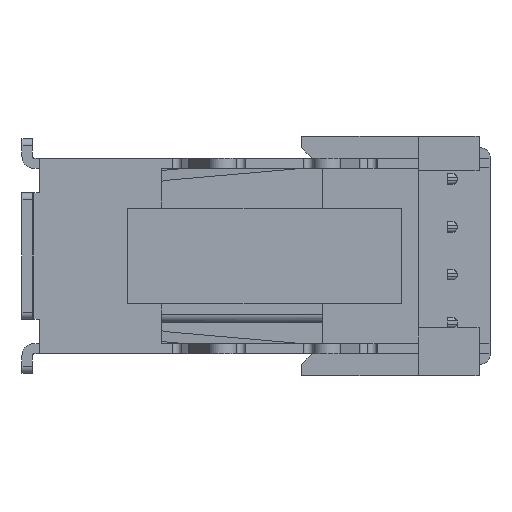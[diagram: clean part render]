
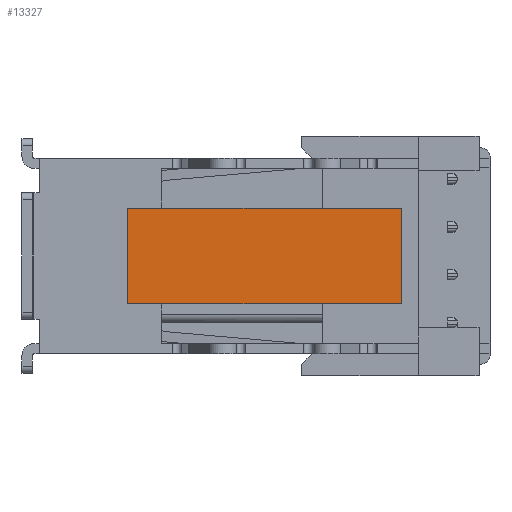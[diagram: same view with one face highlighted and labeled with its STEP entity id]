
A CAD part, front view. The second image highlights one B-rep face of the part: STEP entity #13327.
In plain terms, the highlighted planar face has unit normal (0, -1, 0).
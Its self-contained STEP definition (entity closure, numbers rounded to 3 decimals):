
#4525=DIRECTION('',(1.,0.,0.));
#4526=VECTOR('',#4525,8.);
#4527=CARTESIAN_POINT('',(-4.,-7.35,-1.4));
#4528=LINE('',#4527,#4526);
#4561=DIRECTION('',(1.,0.,0.));
#4562=VECTOR('',#4561,8.);
#4563=CARTESIAN_POINT('',(-4.,-7.35,1.4));
#4564=LINE('',#4563,#4562);
#4593=DIRECTION('',(0.,0.,1.));
#4594=VECTOR('',#4593,2.8);
#4595=CARTESIAN_POINT('',(4.,-7.35,-1.4));
#4596=LINE('',#4595,#4594);
#4597=DIRECTION('',(0.,0.,1.));
#4598=VECTOR('',#4597,2.8);
#4599=CARTESIAN_POINT('',(-4.,-7.35,-1.4));
#4600=LINE('',#4599,#4598);
#6890=CARTESIAN_POINT('',(-4.,-7.35,-1.4));
#6892=VERTEX_POINT('',#6890);
#6893=CARTESIAN_POINT('',(4.,-7.35,-1.4));
#6894=VERTEX_POINT('',#6893);
#6898=CARTESIAN_POINT('',(-4.,-7.35,1.4));
#6900=VERTEX_POINT('',#6898);
#6901=CARTESIAN_POINT('',(4.,-7.35,1.4));
#6902=VERTEX_POINT('',#6901);
#13315=CARTESIAN_POINT('',(-4.,-7.35,-1.4));
#13316=DIRECTION('',(0.,-1.,0.));
#13317=DIRECTION('',(1.,0.,0.));
#13318=AXIS2_PLACEMENT_3D('',#13315,#13316,#13317);
#13319=PLANE('',#13318);
#13320=ORIENTED_EDGE('',*,*,#13226,.F.);
#13322=ORIENTED_EDGE('',*,*,#13321,.T.);
#13323=ORIENTED_EDGE('',*,*,#13271,.T.);
#13324=ORIENTED_EDGE('',*,*,#13308,.F.);
#13325=EDGE_LOOP('',(#13320,#13322,#13323,#13324));
#13326=FACE_OUTER_BOUND('',#13325,.F.);
#13327=ADVANCED_FACE('',(#13326),#13319,.T.);
#13226=EDGE_CURVE('',#6892,#6894,#4528,.T.);
#13271=EDGE_CURVE('',#6900,#6902,#4564,.T.);
#13308=EDGE_CURVE('',#6894,#6902,#4596,.T.);
#13321=EDGE_CURVE('',#6892,#6900,#4600,.T.);
